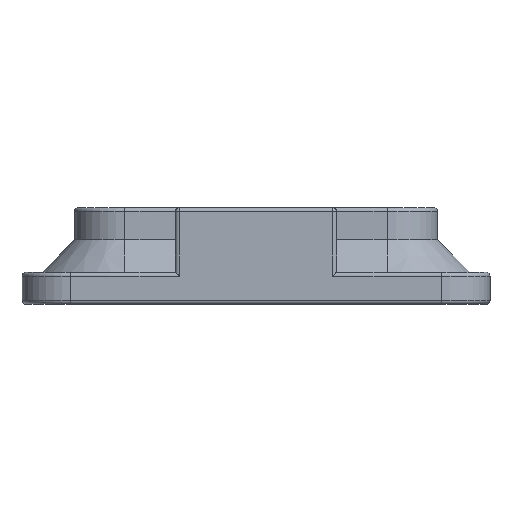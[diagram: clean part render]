
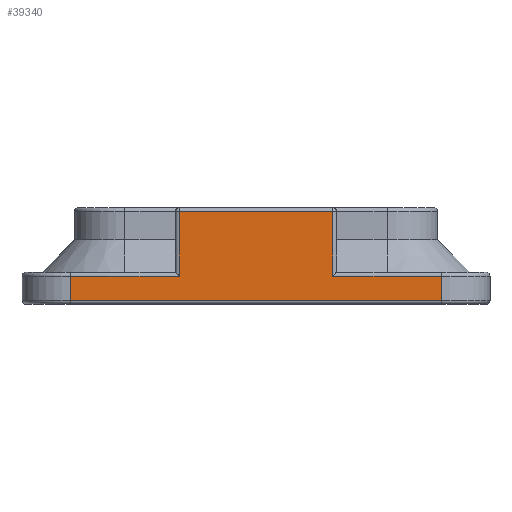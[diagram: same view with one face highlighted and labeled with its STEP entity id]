
A CAD part, left-side view. The second image highlights one B-rep face of the part: STEP entity #39340.
In plain terms, the highlighted planar face has unit normal (-1, 0, 0).
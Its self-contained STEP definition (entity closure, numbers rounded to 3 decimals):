
#3420=CARTESIAN_POINT('',(-64.5,-23.,0.5));
#3430=DIRECTION('',(0.,1.,0.));
#3440=VECTOR('',#3430,46.);
#3450=LINE('',#3420,#3440);
#3460=CARTESIAN_POINT('',(-64.5,-23.,0.5));
#3470=VERTEX_POINT('',#3460);
#3480=CARTESIAN_POINT('',(-64.5,23.,0.5));
#3490=VERTEX_POINT('',#3480);
#3500=EDGE_CURVE('',#3470,#3490,#3450,.T.);
#8340=CARTESIAN_POINT('',(-64.5,23.,3.5));
#8350=DIRECTION('',(0.,-1.,0.));
#8360=VECTOR('',#8350,13.5);
#8370=LINE('',#8340,#8360);
#8380=CARTESIAN_POINT('',(-64.5,23.,3.5));
#8390=VERTEX_POINT('',#8380);
#8400=CARTESIAN_POINT('',(-64.5,9.5,3.5));
#8410=VERTEX_POINT('',#8400);
#8420=EDGE_CURVE('',#8390,#8410,#8370,.T.);
#9760=CARTESIAN_POINT('',(-64.5,9.5,3.5));
#9770=DIRECTION('',(0.,0.,1.));
#9780=VECTOR('',#9770,8.);
#9790=LINE('',#9760,#9780);
#9800=CARTESIAN_POINT('',(-64.5,9.5,11.5));
#9810=VERTEX_POINT('',#9800);
#9820=EDGE_CURVE('',#8410,#9810,#9790,.T.);
#10480=CARTESIAN_POINT('',(-64.5,9.5,11.5));
#10490=DIRECTION('',(0.,-1.,0.));
#10500=VECTOR('',#10490,19.);
#10510=LINE('',#10480,#10500);
#10520=CARTESIAN_POINT('',(-64.5,-9.5,11.5));
#10530=VERTEX_POINT('',#10520);
#10540=EDGE_CURVE('',#9810,#10530,#10510,.T.);
#11260=CARTESIAN_POINT('',(-64.5,-9.5,3.5));
#11270=DIRECTION('',(0.,-1.,0.));
#11280=VECTOR('',#11270,13.5);
#11290=LINE('',#11260,#11280);
#11300=CARTESIAN_POINT('',(-64.5,-9.5,3.5));
#11310=VERTEX_POINT('',#11300);
#11320=CARTESIAN_POINT('',(-64.5,-23.,3.5));
#11330=VERTEX_POINT('',#11320);
#11340=EDGE_CURVE('',#11310,#11330,#11290,.T.);
#12100=CARTESIAN_POINT('',(-64.5,-9.5,11.5));
#12110=DIRECTION('',(0.,0.,-1.));
#12120=VECTOR('',#12110,8.);
#12130=LINE('',#12100,#12120);
#12140=EDGE_CURVE('',#10530,#11310,#12130,.T.);
#38910=CARTESIAN_POINT('',(-64.5,23.,0.5));
#38920=DIRECTION('',(0.,0.,1.));
#38930=VECTOR('',#38920,3.);
#38940=LINE('',#38910,#38930);
#38950=EDGE_CURVE('',#3490,#8390,#38940,.T.);
#39140=CARTESIAN_POINT('',(-64.5,-23.,0.));
#39150=DIRECTION('',(-1.,0.,0.));
#39160=DIRECTION('',(0.,0.,1.));
#39170=AXIS2_PLACEMENT_3D('',#39140,#39150,#39160);
#39180=PLANE('',#39170);
#39190=ORIENTED_EDGE('',*,*,#9820,.F.);
#39200=ORIENTED_EDGE('',*,*,#10540,.F.);
#39210=ORIENTED_EDGE('',*,*,#12140,.F.);
#39220=ORIENTED_EDGE('',*,*,#11340,.F.);
#39230=CARTESIAN_POINT('',(-64.5,-23.,0.5));
#39240=DIRECTION('',(0.,0.,1.));
#39250=VECTOR('',#39240,3.);
#39260=LINE('',#39230,#39250);
#39270=EDGE_CURVE('',#3470,#11330,#39260,.T.);
#39280=ORIENTED_EDGE('',*,*,#39270,.T.);
#39290=ORIENTED_EDGE('',*,*,#3500,.F.);
#39300=ORIENTED_EDGE('',*,*,#38950,.F.);
#39310=ORIENTED_EDGE('',*,*,#8420,.F.);
#39320=EDGE_LOOP('',(#39310,#39300,#39290,#39280,#39220,#39210,#39200,
#39190));
#39330=FACE_OUTER_BOUND('',#39320,.T.);
#39340=ADVANCED_FACE('',(#39330),#39180,.T.);
